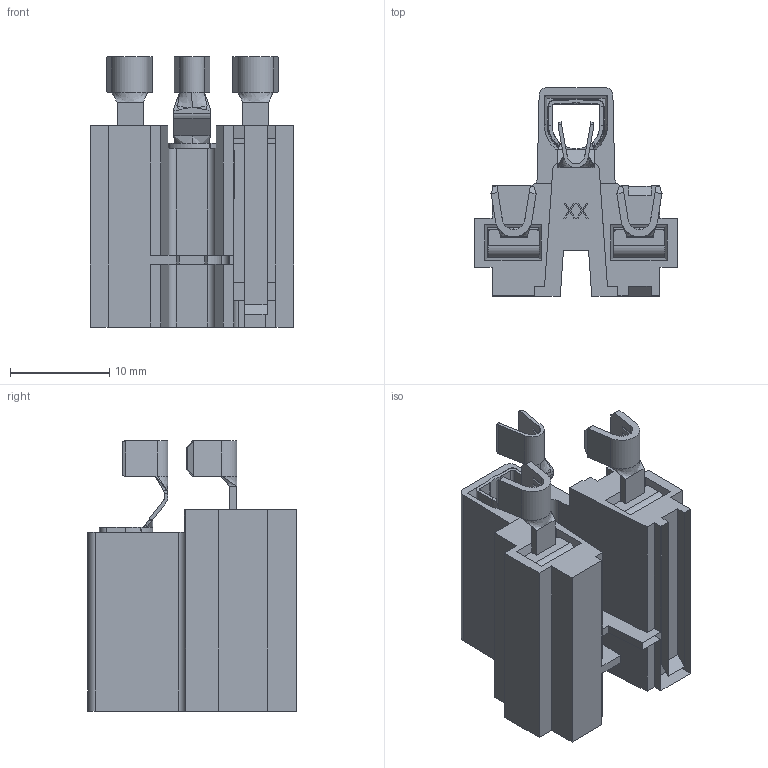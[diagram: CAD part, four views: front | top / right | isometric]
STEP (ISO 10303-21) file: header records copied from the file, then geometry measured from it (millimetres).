
FILE_DESCRIPTION (( 'STEP AP203' ), '1' );
FILE_NAME ('37014.STEP', '2015-01-19T15:41:13', ( '' ), ( '' ), 'SwSTEP 2.0', 'SolidWorks 2014', '' );
FILE_SCHEMA (( 'CONFIG_CONTROL_DESIGN' ));
Length unit declared in the file: inch
Products named in the file (4): RE187N-10; CF156F-4; 37014; FAE
Assembly tree (4 placements, depth 2):
  37014
    FAE
    RE187N-10
    CF156F-4  x2
Bounding box: 20.51 x 21.02 x 27.28 mm (x, y, z)
Volume: 2914.2 mm3; surface area: 5580.7 mm2
Topology: 4 solids, 4 shells, 697 faces, 1877 edges, 1198 vertices
Faces by surface type: plane 477, cylinder 156, bspline 44, cone 19, torus 1
Entity records: 17800 total; most frequent: CARTESIAN_POINT 4650, ORIENTED_EDGE 2790, DIRECTION 2437, EDGE_CURVE 1395, VECTOR 1061, LINE 1061, VERTEX_POINT 892, AXIS2_PLACEMENT_3D 688
